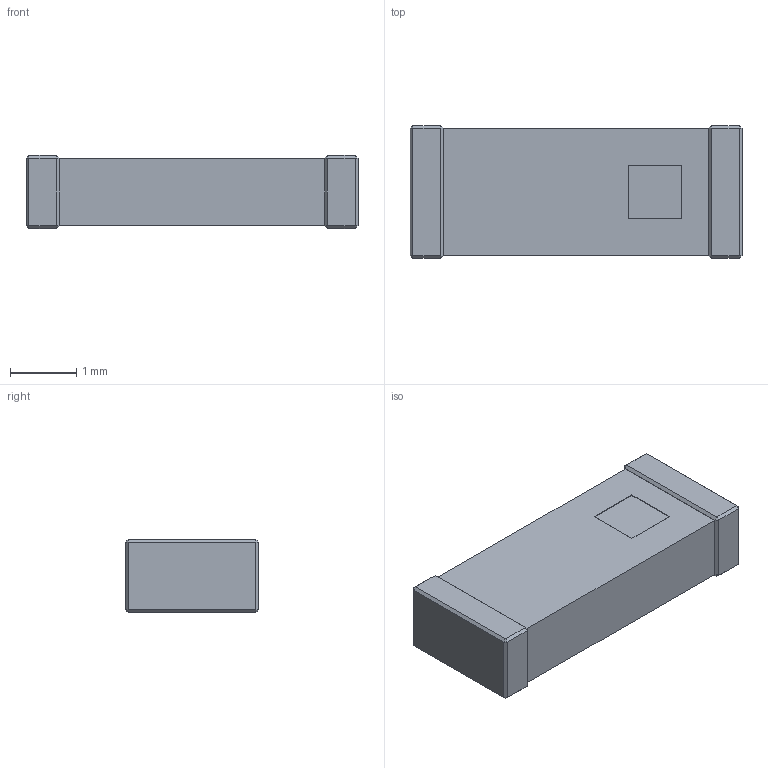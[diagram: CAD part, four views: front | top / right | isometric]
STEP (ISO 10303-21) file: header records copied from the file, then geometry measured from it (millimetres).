
FILE_DESCRIPTION(('FreeCAD Model'),'2;1');
FILE_NAME( 'chipant-5020.step', '2018-01-26T21:04:18',('Author'),(''), 'Open CASCADE STEP processor 6.8','FreeCAD','Unknown');
FILE_SCHEMA(('AUTOMOTIVE_DESIGN_CC2 { 1 2 10303 214 -1 1 5 4 }'));
Length unit declared in the file: millimetre
Products named in the file (1): Pocket004
Bounding box: 5 x 2 x 1.1 mm (x, y, z)
Volume: 9.8 mm3; surface area: 33.7 mm2
Topology: 1 solids, 1 shells, 83 faces, 168 edges, 88 vertices
Faces by surface type: plane 83
Entity records: 4778 total; most frequent: CARTESIAN_POINT 704, DIRECTION 644, LINE 476, VECTOR 476, ORIENTED_EDGE 336, PCURVE 336, DEFINITIONAL_REPRESENTATION 336, EDGE_CURVE 168
